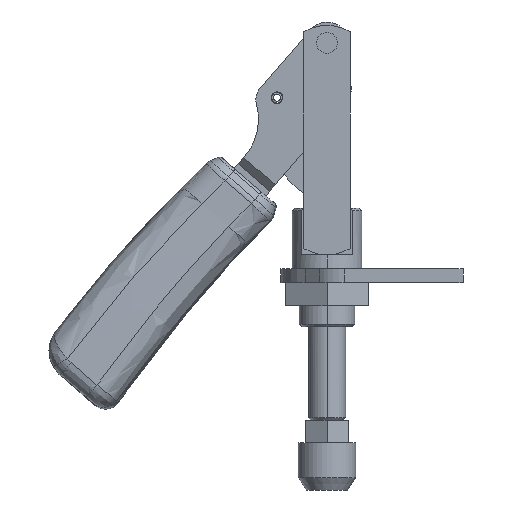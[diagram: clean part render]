
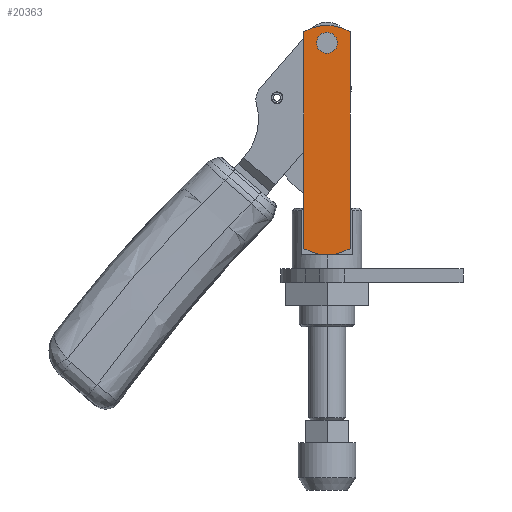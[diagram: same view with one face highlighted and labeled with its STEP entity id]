
A CAD part, left-side view. The second image highlights one B-rep face of the part: STEP entity #20363.
In plain terms, the highlighted face is planar.
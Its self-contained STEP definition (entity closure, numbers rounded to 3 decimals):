
#1344 = DIRECTION ( 'NONE',  ( -1., 0., 0. ) ) ;
#2554 = EDGE_CURVE ( 'NONE', #15235, #27684, #14841, .T. ) ;
#2594 = EDGE_CURVE ( 'NONE', #12904, #15235, #22200, .T. ) ;
#2750 = CARTESIAN_POINT ( 'NONE',  ( 85.821, 10., 4. ) ) ;
#2795 = CARTESIAN_POINT ( 'NONE',  ( 88.821, 10., 4. ) ) ;
#4272 = CARTESIAN_POINT ( 'NONE',  ( 93.641, 20., 4. ) ) ;
#4952 = ORIENTED_EDGE ( 'NONE', *, *, #15647, .T. ) ;
#4971 = DIRECTION ( 'NONE',  ( -1., 0., 0. ) ) ;
#5753 = VERTEX_POINT ( 'NONE', #9481 ) ;
#7476 = AXIS2_PLACEMENT_3D ( 'NONE', #12054, #26963, #1344 ) ;
#8249 = DIRECTION ( 'NONE',  ( -1., 0., 0. ) ) ;
#8888 = VERTEX_POINT ( 'NONE', #4272 ) ;
#9481 = CARTESIAN_POINT ( 'NONE',  ( 0., 20., 4. ) ) ;
#11373 = AXIS2_PLACEMENT_3D ( 'NONE', #21050, #25573, #16905 ) ;
#11679 = ORIENTED_EDGE ( 'NONE', *, *, #25979, .T. ) ;
#11734 = FACE_OUTER_BOUND ( 'NONE', #26912, .T. ) ;
#12054 = CARTESIAN_POINT ( 'NONE',  ( 17.321, 10., 4. ) ) ;
#12297 = CIRCLE ( 'NONE', #19094, 3. ) ;
#12751 = CIRCLE ( 'NONE', #24928, 20. ) ;
#12904 = VERTEX_POINT ( 'NONE', #12934 ) ;
#12934 = CARTESIAN_POINT ( 'NONE',  ( -2.679, 10., 4. ) ) ;
#13213 = DIRECTION ( 'NONE',  ( 0., 0., -1. ) ) ;
#13854 = DIRECTION ( 'NONE',  ( 0., 0., 1. ) ) ;
#14089 = AXIS2_PLACEMENT_3D ( 'NONE', #2795, #13213, #4971 ) ;
#14841 = LINE ( 'NONE', #23830, #25205 ) ;
#15023 = CARTESIAN_POINT ( 'NONE',  ( 93.641, 0., 4. ) ) ;
#15235 = VERTEX_POINT ( 'NONE', #24093 ) ;
#15647 = EDGE_CURVE ( 'NONE', #25714, #18245, #12297, .T. ) ;
#16905 = DIRECTION ( 'NONE',  ( 1., 0., 0. ) ) ;
#17308 = EDGE_CURVE ( 'NONE', #8888, #5753, #27601, .T. ) ;
#18245 = VERTEX_POINT ( 'NONE', #2750 ) ;
#18280 = DIRECTION ( 'NONE',  ( 0., 0., 1. ) ) ;
#18296 = DIRECTION ( 'NONE',  ( 1., 0., 0. ) ) ;
#18624 = DIRECTION ( 'NONE',  ( 0., 0., -1. ) ) ;
#18646 = ORIENTED_EDGE ( 'NONE', *, *, #23923, .T. ) ;
#19094 = AXIS2_PLACEMENT_3D ( 'NONE', #27463, #18624, #8249 ) ;
#20252 = AXIS2_PLACEMENT_3D ( 'NONE', #24544, #18280, #24976 ) ;
#20363 = ADVANCED_FACE ( 'NONE', ( #23084, #11734 ), #27284, .T. ) ;
#20707 = ORIENTED_EDGE ( 'NONE', *, *, #17308, .T. ) ;
#21050 = CARTESIAN_POINT ( 'NONE',  ( 17.321, 10., 4. ) ) ;
#21812 = CARTESIAN_POINT ( 'NONE',  ( 17.321, 20., 4. ) ) ;
#22156 = DIRECTION ( 'NONE',  ( -1., 0., 0. ) ) ;
#22200 = CIRCLE ( 'NONE', #7476, 20. ) ;
#22768 = CIRCLE ( 'NONE', #14089, 3. ) ;
#23084 = FACE_BOUND ( 'NONE', #23998, .T. ) ;
#23297 = VECTOR ( 'NONE', #23667, 1000. ) ;
#23388 = ORIENTED_EDGE ( 'NONE', *, *, #2554, .T. ) ;
#23667 = DIRECTION ( 'NONE',  ( -1., 0., 0. ) ) ;
#23830 = CARTESIAN_POINT ( 'NONE',  ( 17.321, 0., 4. ) ) ;
#23923 = EDGE_CURVE ( 'NONE', #27684, #8888, #26906, .T. ) ;
#23998 = EDGE_LOOP ( 'NONE', ( #24325, #4952 ) ) ;
#24093 = CARTESIAN_POINT ( 'NONE',  ( 0., 0., 4. ) ) ;
#24325 = ORIENTED_EDGE ( 'NONE', *, *, #27093, .T. ) ;
#24491 = CARTESIAN_POINT ( 'NONE',  ( 17.321, 10., 4. ) ) ;
#24544 = CARTESIAN_POINT ( 'NONE',  ( 76.321, 10., 4. ) ) ;
#24590 = ORIENTED_EDGE ( 'NONE', *, *, #2594, .T. ) ;
#24928 = AXIS2_PLACEMENT_3D ( 'NONE', #24491, #13854, #22156 ) ;
#24976 = DIRECTION ( 'NONE',  ( -1., 0., 0. ) ) ;
#25205 = VECTOR ( 'NONE', #18296, 1000. ) ;
#25573 = DIRECTION ( 'NONE',  ( 0., 0., 1. ) ) ;
#25714 = VERTEX_POINT ( 'NONE', #27198 ) ;
#25979 = EDGE_CURVE ( 'NONE', #5753, #12904, #12751, .T. ) ;
#26906 = CIRCLE ( 'NONE', #20252, 20. ) ;
#26912 = EDGE_LOOP ( 'NONE', ( #20707, #11679, #24590, #23388, #18646 ) ) ;
#26963 = DIRECTION ( 'NONE',  ( 0., 0., 1. ) ) ;
#27093 = EDGE_CURVE ( 'NONE', #18245, #25714, #22768, .T. ) ;
#27198 = CARTESIAN_POINT ( 'NONE',  ( 91.821, 10., 4. ) ) ;
#27284 = PLANE ( 'NONE',  #11373 ) ;
#27463 = CARTESIAN_POINT ( 'NONE',  ( 88.821, 10., 4. ) ) ;
#27601 = LINE ( 'NONE', #21812, #23297 ) ;
#27684 = VERTEX_POINT ( 'NONE', #15023 ) ;
